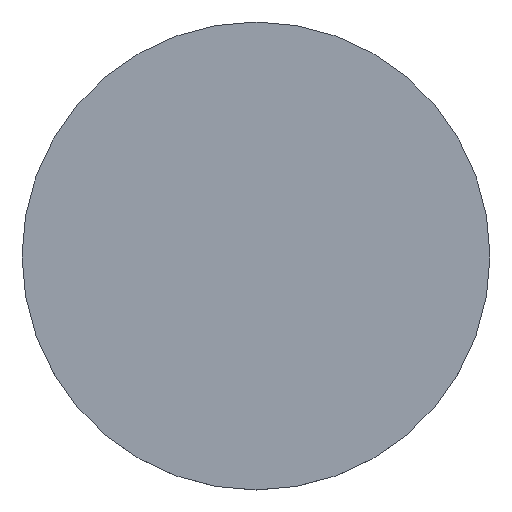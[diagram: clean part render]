
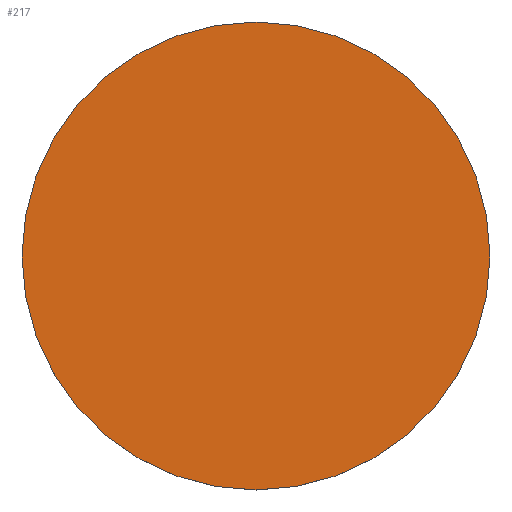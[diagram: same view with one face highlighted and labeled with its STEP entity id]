
A CAD part, top view. The second image highlights one B-rep face of the part: STEP entity #217.
In plain terms, the highlighted planar face has unit normal (0, 0, 1).
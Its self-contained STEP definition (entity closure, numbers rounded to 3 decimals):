
#4 = DIRECTION ( 'NONE',  ( 1., 0., 0. ) ) ;
#23 = DIRECTION ( 'NONE',  ( 0., 0., -1. ) ) ;
#43 = ORIENTED_EDGE ( 'NONE', *, *, #164, .F. ) ;
#47 = VERTEX_POINT ( 'NONE', #113 ) ;
#53 = CARTESIAN_POINT ( 'NONE',  ( 0., 39.066, 3. ) ) ;
#54 = CARTESIAN_POINT ( 'NONE',  ( 0., 0., 3. ) ) ;
#68 = CARTESIAN_POINT ( 'NONE',  ( 0., 0., 3. ) ) ;
#85 = DIRECTION ( 'NONE',  ( 0., 0., -1. ) ) ;
#93 = EDGE_LOOP ( 'NONE', ( #185, #43 ) ) ;
#95 = AXIS2_PLACEMENT_3D ( 'NONE', #54, #23, #4 ) ;
#110 = EDGE_CURVE ( 'NONE', #47, #195, #215, .T. ) ;
#113 = CARTESIAN_POINT ( 'NONE',  ( 19.05, 0., 3. ) ) ;
#119 = CARTESIAN_POINT ( 'NONE',  ( -19.05, 0., 3. ) ) ;
#123 = PLANE ( 'NONE',  #222 ) ;
#127 = FACE_OUTER_BOUND ( 'NONE', #93, .T. ) ;
#142 = DIRECTION ( 'NONE',  ( 1., 0., 0. ) ) ;
#148 = AXIS2_PLACEMENT_3D ( 'NONE', #68, #85, #214 ) ;
#164 = EDGE_CURVE ( 'NONE', #195, #47, #218, .T. ) ;
#185 = ORIENTED_EDGE ( 'NONE', *, *, #110, .F. ) ;
#195 = VERTEX_POINT ( 'NONE', #119 ) ;
#211 = DIRECTION ( 'NONE',  ( 0., 0., 1. ) ) ;
#214 = DIRECTION ( 'NONE',  ( 1., 0., 0. ) ) ;
#215 = CIRCLE ( 'NONE', #148, 19.05 ) ;
#217 = ADVANCED_FACE ( 'NONE', ( #127 ), #123, .T. ) ;
#218 = CIRCLE ( 'NONE', #95, 19.05 ) ;
#222 = AXIS2_PLACEMENT_3D ( 'NONE', #53, #211, #142 ) ;
